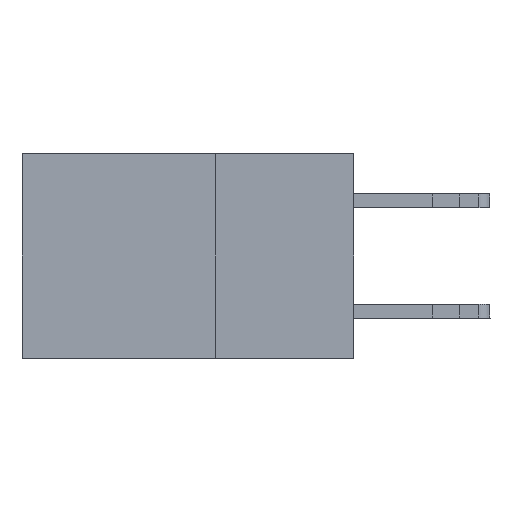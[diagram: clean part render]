
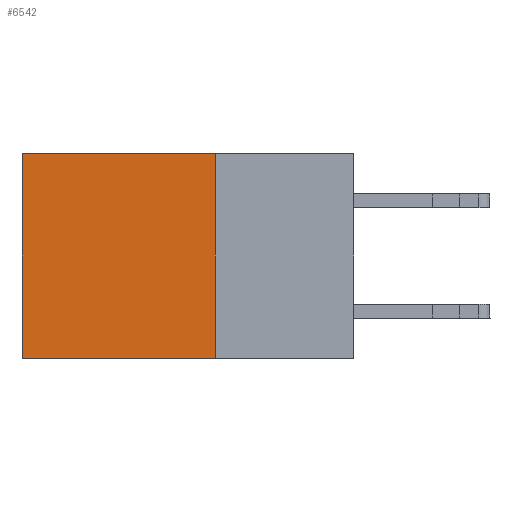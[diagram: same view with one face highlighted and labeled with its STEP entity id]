
A CAD part, left-side view. The second image highlights one B-rep face of the part: STEP entity #6542.
In plain terms, the highlighted planar face has unit normal (-1, 0, 0).
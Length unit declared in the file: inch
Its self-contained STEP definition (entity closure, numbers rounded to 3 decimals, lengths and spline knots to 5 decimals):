
#212 = VERTEX_POINT ( 'NONE', #16957 ) ;
#301 = ORIENTED_EDGE ( 'NONE', *, *, #8708, .T. ) ;
#315 = EDGE_CURVE ( 'NONE', #6949, #12623, #7609, .T. ) ;
#1026 = CARTESIAN_POINT ( 'NONE',  ( 0.2875, 0.25, 0. ) ) ;
#1097 = DIRECTION ( 'NONE',  ( 0., 0., -1. ) ) ;
#1559 = ORIENTED_EDGE ( 'NONE', *, *, #4072, .T. ) ;
#1570 = CARTESIAN_POINT ( 'NONE',  ( 0.2875, 0.25, 0. ) ) ;
#3057 = LINE ( 'NONE', #1026, #17903 ) ;
#3764 = VECTOR ( 'NONE', #3969, 39.37008 ) ;
#3969 = DIRECTION ( 'NONE',  ( 0., 1., 0. ) ) ;
#4072 = EDGE_CURVE ( 'NONE', #12213, #212, #13948, .T. ) ;
#4248 = CARTESIAN_POINT ( 'NONE',  ( 0.2875, 0.6, 0. ) ) ;
#4512 = EDGE_LOOP ( 'NONE', ( #301, #6875, #17367, #1559 ) ) ;
#6190 = FACE_OUTER_BOUND ( 'NONE', #4512, .T. ) ;
#6542 = ADVANCED_FACE ( 'NONE', ( #6190 ), #6786, .F. ) ;
#6786 = PLANE ( 'NONE',  #9604 ) ;
#6875 = ORIENTED_EDGE ( 'NONE', *, *, #315, .F. ) ;
#6949 = VERTEX_POINT ( 'NONE', #9057 ) ;
#7609 = LINE ( 'NONE', #8394, #3764 ) ;
#8254 = CARTESIAN_POINT ( 'NONE',  ( 0.2875, 0.25, 0. ) ) ;
#8394 = CARTESIAN_POINT ( 'NONE',  ( 0.2875, 0.25, -0.37 ) ) ;
#8708 = EDGE_CURVE ( 'NONE', #212, #12623, #12291, .T. ) ;
#8945 = EDGE_CURVE ( 'NONE', #12213, #6949, #3057, .T. ) ;
#9057 = CARTESIAN_POINT ( 'NONE',  ( 0.2875, 0.25, -0.37 ) ) ;
#9604 = AXIS2_PLACEMENT_3D ( 'NONE', #8254, #9688, #1097 ) ;
#9688 = DIRECTION ( 'NONE',  ( 1., 0., 0. ) ) ;
#11948 = CARTESIAN_POINT ( 'NONE',  ( 0.2875, 0.25, 0. ) ) ;
#12213 = VERTEX_POINT ( 'NONE', #11948 ) ;
#12291 = LINE ( 'NONE', #4248, #15227 ) ;
#12623 = VERTEX_POINT ( 'NONE', #16987 ) ;
#13948 = LINE ( 'NONE', #1570, #17771 ) ;
#14337 = DIRECTION ( 'NONE',  ( 0., 0., -1. ) ) ;
#15227 = VECTOR ( 'NONE', #14337, 39.37008 ) ;
#15419 = DIRECTION ( 'NONE',  ( 0., 0., -1. ) ) ;
#16957 = CARTESIAN_POINT ( 'NONE',  ( 0.2875, 0.6, 0. ) ) ;
#16987 = CARTESIAN_POINT ( 'NONE',  ( 0.2875, 0.6, -0.37 ) ) ;
#17367 = ORIENTED_EDGE ( 'NONE', *, *, #8945, .F. ) ;
#17412 = DIRECTION ( 'NONE',  ( 0., 1., 0. ) ) ;
#17771 = VECTOR ( 'NONE', #17412, 39.37008 ) ;
#17903 = VECTOR ( 'NONE', #15419, 39.37008 ) ;
